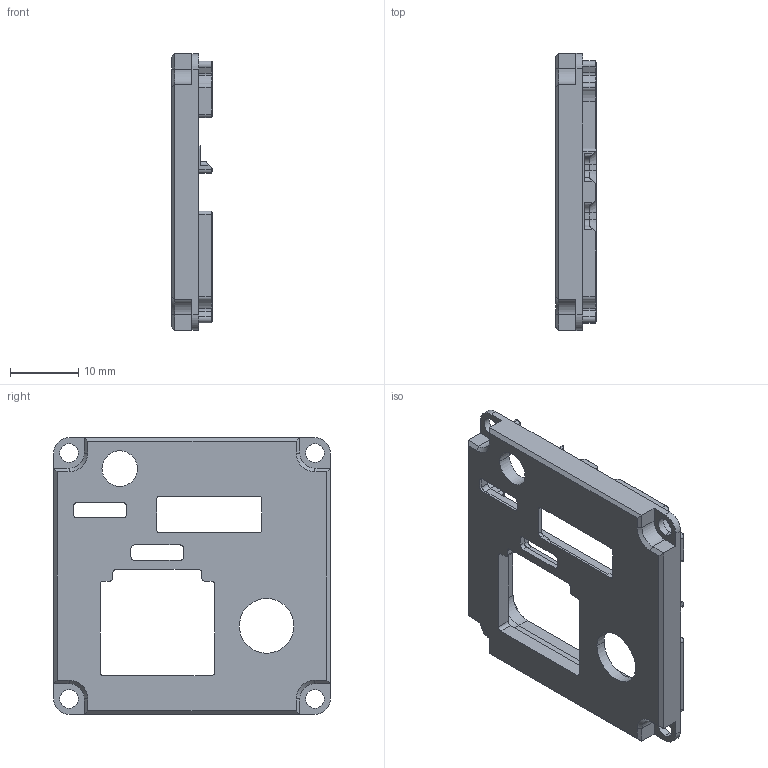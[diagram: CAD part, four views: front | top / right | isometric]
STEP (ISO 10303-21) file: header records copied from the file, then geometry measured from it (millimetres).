
FILE_DESCRIPTION(/* description */ ('VariCAD 2015-2.06 AP-214'),/* implementation_level */ '2;1');
FILE_NAME(/* name */ '0393-13-01a.stp',/* time_stamp */ '2016-04-30T14:49:28-06:00',/* author */ (''),/* organization */ (''),/* preprocessor_version */ 'ST-DEVELOPER v14',/* originating_system */ 'VariCAD 2015-2.06; kernel version (20130303)',/* authorisation */ '');
FILE_SCHEMA (('AUTOMOTIVE_DESIGN'));
Length unit declared in the file: millimetre
Products named in the file (2): 0393-13-01a; 0393-13-01
Assembly tree (1 placements, depth 2):
  0393-13-01a
    0393-13-01
Bounding box: 6 x 40.5 x 40.5 mm (x, y, z)
Volume: 3597.3 mm3; surface area: 4097.8 mm2
Topology: 1 solids, 1 shells, 425 faces, 1103 edges, 684 vertices
Faces by surface type: plane 232, cylinder 144, cone 49
Entity records: 15358 total; most frequent: CARTESIAN_POINT 2360, DIRECTION 2272, ORIENTED_EDGE 2206, EDGE_CURVE 1103, LINE 764, VECTOR 764, AXIS2_PLACEMENT_3D 754, VERTEX_POINT 684
